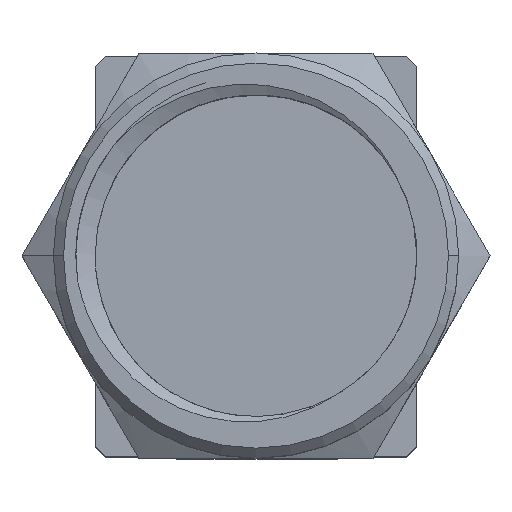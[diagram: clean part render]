
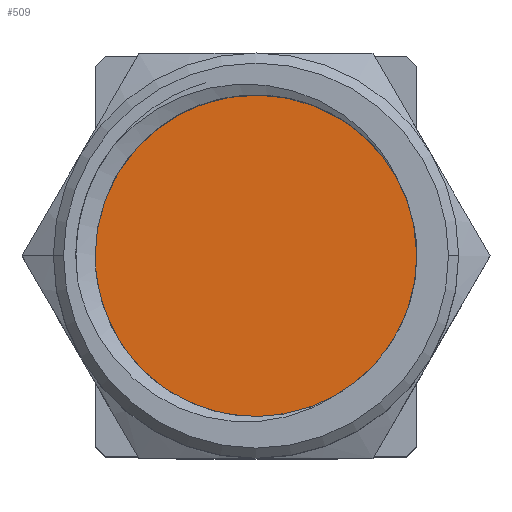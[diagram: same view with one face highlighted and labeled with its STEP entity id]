
A CAD part, top view. The second image highlights one B-rep face of the part: STEP entity #509.
In plain terms, the highlighted planar face has unit normal (0, 0, 1).
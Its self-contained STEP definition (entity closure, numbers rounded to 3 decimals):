
#21 = FACE_OUTER_BOUND ( 'NONE', #3454, .T. ) ;
#46 = EDGE_CURVE ( 'NONE', #901, #1485, #2985, .T. ) ;
#79 = CARTESIAN_POINT ( 'NONE',  ( 2.128, -2.85, 4.725 ) ) ;
#193 = CARTESIAN_POINT ( 'NONE',  ( 0., 0., 4.725 ) ) ;
#199 = CARTESIAN_POINT ( 'NONE',  ( -3.196, -1.003, 4.725 ) ) ;
#200 = ORIENTED_EDGE ( 'NONE', *, *, #1815, .T. ) ;
#221 = CARTESIAN_POINT ( 'NONE',  ( -3.286, -0.04, 4.725 ) ) ;
#234 = CARTESIAN_POINT ( 'NONE',  ( -3.251, 0.371, 4.725 ) ) ;
#427 = CARTESIAN_POINT ( 'NONE',  ( 2.341, -2.673, 4.725 ) ) ;
#454 = CARTESIAN_POINT ( 'NONE',  ( -3.191, 0.647, 4.725 ) ) ;
#467 = CARTESIAN_POINT ( 'NONE',  ( -2.673, -2.126, 4.725 ) ) ;
#506 = CARTESIAN_POINT ( 'NONE',  ( -3.263, -0.593, 4.725 ) ) ;
#509 = ADVANCED_FACE ( 'NONE', ( #21 ), #1282, .T. ) ;
#511 = ORIENTED_EDGE ( 'NONE', *, *, #566, .T. ) ;
#566 = EDGE_CURVE ( 'NONE', #1485, #1104, #2407, .T. ) ;
#568 = CARTESIAN_POINT ( 'NONE',  ( 2.996, -1.791, 4.725 ) ) ;
#671 = CARTESIAN_POINT ( 'NONE',  ( 3.35, 0.347, 4.725 ) ) ;
#696 = CARTESIAN_POINT ( 'NONE',  ( 3.164, 1.004, 4.725 ) ) ;
#716 = ORIENTED_EDGE ( 'NONE', *, *, #46, .T. ) ;
#741 = CARTESIAN_POINT ( 'NONE',  ( -1.792, -2.998, 4.725 ) ) ;
#779 = CARTESIAN_POINT ( 'NONE',  ( -2.877, 1.412, 4.725 ) ) ;
#901 = VERTEX_POINT ( 'NONE', #1470 ) ;
#937 = AXIS2_PLACEMENT_3D ( 'NONE', #3484, #1574, #3461 ) ;
#949 = CARTESIAN_POINT ( 'NONE',  ( 2.52, 2.055, 4.725 ) ) ;
#965 = CARTESIAN_POINT ( 'NONE',  ( 3.111, 1.132, 4.725 ) ) ;
#1020 = CARTESIAN_POINT ( 'NONE',  ( -1.05, -3.377, 4.725 ) ) ;
#1033 = CARTESIAN_POINT ( 'NONE',  ( -3.289, -0.178, 4.725 ) ) ;
#1057 = CARTESIAN_POINT ( 'NONE',  ( -3.278, -0.454, 4.725 ) ) ;
#1104 = VERTEX_POINT ( 'NONE', #2868 ) ;
#1282 = PLANE ( 'NONE',  #937 ) ;
#1411 = CARTESIAN_POINT ( 'NONE',  ( -0.515, -3.519, 4.725 ) ) ;
#1427 = CARTESIAN_POINT ( 'NONE',  ( 0.418, -3.54, 4.725 ) ) ;
#1462 = CARTESIAN_POINT ( 'NONE',  ( 3.391, -0.202, 4.725 ) ) ;
#1470 = CARTESIAN_POINT ( 'NONE',  ( 1.649, 2.713, 4.725 ) ) ;
#1485 = VERTEX_POINT ( 'NONE', #2839 ) ;
#1516 = CARTESIAN_POINT ( 'NONE',  ( 1.894, 2.583, 4.725 ) ) ;
#1544 = DIRECTION ( 'NONE',  ( 0., 0., 1. ) ) ;
#1574 = DIRECTION ( 'NONE',  ( 0., 0., 1. ) ) ;
#1708 = CARTESIAN_POINT ( 'NONE',  ( 1.753, -3.131, 4.725 ) ) ;
#1743 = CARTESIAN_POINT ( 'NONE',  ( 3.377, -0.479, 4.725 ) ) ;
#1766 = CARTESIAN_POINT ( 'NONE',  ( 2.116, 2.425, 4.725 ) ) ;
#1786 = CARTESIAN_POINT ( 'NONE',  ( 2.991, 1.38, 4.725 ) ) ;
#1815 = EDGE_CURVE ( 'NONE', #2023, #901, #2085, .T. ) ;
#1856 = CARTESIAN_POINT ( 'NONE',  ( 2.128, -2.85, 4.725 ) ) ;
#1920 = CARTESIAN_POINT ( 'NONE',  ( 2.858, -2.032, 4.725 ) ) ;
#1972 = CARTESIAN_POINT ( 'NONE',  ( -0.283, -3.553, 4.725 ) ) ;
#2014 = AXIS2_PLACEMENT_3D ( 'NONE', #193, #1544, #2374 ) ;
#2023 = VERTEX_POINT ( 'NONE', #1856 ) ;
#2036 = CARTESIAN_POINT ( 'NONE',  ( 3.295, 0.614, 4.725 ) ) ;
#2042 = CARTESIAN_POINT ( 'NONE',  ( 2.128, -2.85, 4.725 ) ) ;
#2077 = CARTESIAN_POINT ( 'NONE',  ( -2.89, -1.774, 4.725 ) ) ;
#2085 = B_SPLINE_CURVE_WITH_KNOTS ( 'NONE', 3,
 ( #2042, #427, #2659, #1920, #568, #2496, #2589, #1743, #1462, #671, #2036, #696, #965, #1786, #3125, #2273, #949, #1766, #1516, #3400 ),
 .UNSPECIFIED., .F., .F.,
 ( 4, 2, 2, 2, 2, 2, 2, 2, 2, 4 ),
 ( 0., 0.001, 0.002, 0.002, 0.003, 0.004, 0.005, 0.005, 0.006, 0.007 ),
 .UNSPECIFIED. ) ;
#2102 = CARTESIAN_POINT ( 'NONE',  ( -2.75, -2.012, 4.725 ) ) ;
#2108 = B_SPLINE_CURVE_WITH_KNOTS ( 'NONE', 3,
 ( #1411, #1972, #3041, #1427, #3320, #2191, #1708, #79 ),
 .UNSPECIFIED., .F., .F.,
 ( 4, 2, 2, 4 ),
 ( 0., 0.001, 0.001, 0.003 ),
 .UNSPECIFIED. ) ;
#2113 = CARTESIAN_POINT ( 'NONE',  ( -3.004, 1.166, 4.725 ) ) ;
#2191 = CARTESIAN_POINT ( 'NONE',  ( 1.323, -3.334, 4.725 ) ) ;
#2273 = CARTESIAN_POINT ( 'NONE',  ( 2.701, 1.842, 4.725 ) ) ;
#2355 = CARTESIAN_POINT ( 'NONE',  ( -2.225, -2.655, 4.725 ) ) ;
#2374 = DIRECTION ( 'NONE',  ( 1., 0., 0. ) ) ;
#2388 = CARTESIAN_POINT ( 'NONE',  ( -2.953, -1.649, 4.725 ) ) ;
#2407 = B_SPLINE_CURVE_WITH_KNOTS ( 'NONE', 3,
 ( #3472, #779, #2113, #454, #234, #221, #1033, #1057, #506, #199, #2912, #2388, #2077, #2102, #467, #2666, #2355, #741, #2626, #1020, #2973, #3499 ),
 .UNSPECIFIED., .F., .F.,
 ( 4, 2, 2, 2, 2, 2, 2, 2, 2, 2, 4 ),
 ( 0.001, 0.001, 0.002, 0.003, 0.003, 0.004, 0.004, 0.005, 0.006, 0.006, 0.007 ),
 .UNSPECIFIED. ) ;
#2496 = CARTESIAN_POINT ( 'NONE',  ( 3.21, -1.286, 4.725 ) ) ;
#2525 = EDGE_CURVE ( 'NONE', #1104, #2023, #2108, .T. ) ;
#2589 = CARTESIAN_POINT ( 'NONE',  ( 3.288, -1.018, 4.725 ) ) ;
#2626 = CARTESIAN_POINT ( 'NONE',  ( -1.554, -3.144, 4.725 ) ) ;
#2659 = CARTESIAN_POINT ( 'NONE',  ( 2.53, -2.473, 4.725 ) ) ;
#2666 = CARTESIAN_POINT ( 'NONE',  ( -2.422, -2.454, 4.725 ) ) ;
#2839 = CARTESIAN_POINT ( 'NONE',  ( -2.718, 1.641, 4.725 ) ) ;
#2868 = CARTESIAN_POINT ( 'NONE',  ( -0.515, -3.519, 4.725 ) ) ;
#2912 = CARTESIAN_POINT ( 'NONE',  ( -3.118, -1.267, 4.725 ) ) ;
#2924 = ORIENTED_EDGE ( 'NONE', *, *, #2525, .T. ) ;
#2973 = CARTESIAN_POINT ( 'NONE',  ( -0.788, -3.464, 4.725 ) ) ;
#2985 = CIRCLE ( 'NONE', #2014, 3.175 ) ;
#3041 = CARTESIAN_POINT ( 'NONE',  ( -0.048, -3.564, 4.725 ) ) ;
#3125 = CARTESIAN_POINT ( 'NONE',  ( 2.924, 1.499, 4.725 ) ) ;
#3320 = CARTESIAN_POINT ( 'NONE',  ( 0.651, -3.505, 4.725 ) ) ;
#3400 = CARTESIAN_POINT ( 'NONE',  ( 1.649, 2.713, 4.725 ) ) ;
#3454 = EDGE_LOOP ( 'NONE', ( #716, #511, #2924, #200 ) ) ;
#3461 = DIRECTION ( 'NONE',  ( 1., 0., 0. ) ) ;
#3472 = CARTESIAN_POINT ( 'NONE',  ( -2.718, 1.641, 4.725 ) ) ;
#3484 = CARTESIAN_POINT ( 'NONE',  ( 0., 0., 4.725 ) ) ;
#3499 = CARTESIAN_POINT ( 'NONE',  ( -0.515, -3.519, 4.725 ) ) ;
